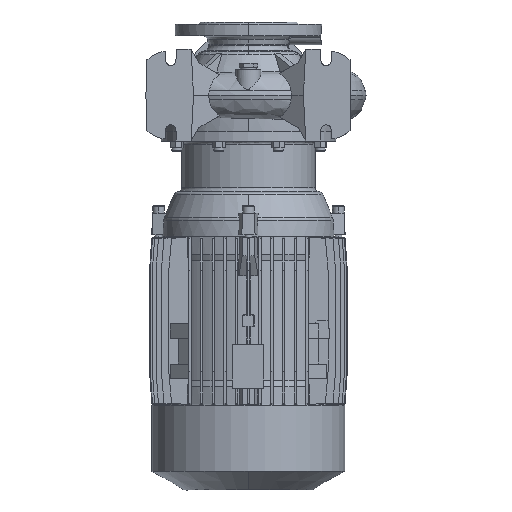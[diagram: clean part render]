
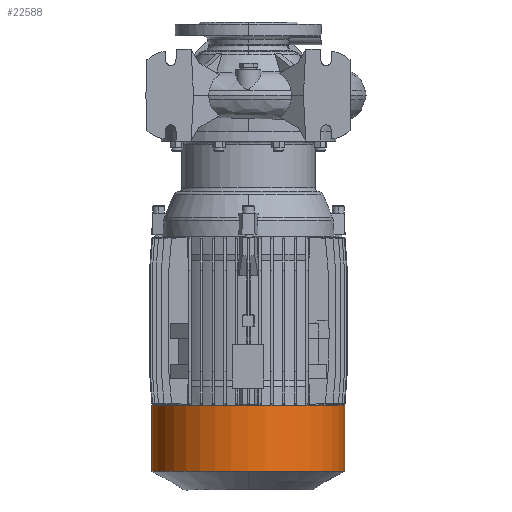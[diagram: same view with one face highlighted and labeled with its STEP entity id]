
A CAD part, front view. The second image highlights one B-rep face of the part: STEP entity #22588.
In plain terms, the highlighted cylindrical face has radius 131.7 mm (diameter 263.4 mm), a partial arc.
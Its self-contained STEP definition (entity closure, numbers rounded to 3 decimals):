
#1173 = ORIENTED_EDGE ( 'NONE', *, *, #42477, .T. ) ;
#2399 = CARTESIAN_POINT ( 'NONE',  ( -132.096, 1.645, -423.004 ) ) ;
#4425 = ORIENTED_EDGE ( 'NONE', *, *, #42308, .T. ) ;
#10736 = ORIENTED_EDGE ( 'NONE', *, *, #101124, .T. ) ;
#11977 = DIRECTION ( 'NONE',  ( 1., 0., 0. ) ) ;
#13768 = LINE ( 'NONE', #99620, #26758 ) ;
#15518 = VERTEX_POINT ( 'NONE', #102779 ) ;
#15614 = VERTEX_POINT ( 'NONE', #78095 ) ;
#21340 = AXIS2_PLACEMENT_3D ( 'NONE', #34185, #79050, #77935 ) ;
#21527 = CYLINDRICAL_SURFACE ( 'NONE', #67741, 131.7 ) ;
#22588 = ADVANCED_FACE ( 'NONE', ( #98385 ), #21527, .T. ) ;
#22753 = DIRECTION ( 'NONE',  ( 0., 0., 1. ) ) ;
#25865 = EDGE_CURVE ( 'NONE', #15518, #46440, #107328, .T. ) ;
#26758 = VECTOR ( 'NONE', #22753, 1000. ) ;
#34185 = CARTESIAN_POINT ( 'NONE',  ( -0.396, 1.645, -513.485 ) ) ;
#34385 = CARTESIAN_POINT ( 'NONE',  ( 131.304, 1.645, -423.004 ) ) ;
#38708 = VERTEX_POINT ( 'NONE', #56646 ) ;
#38800 = CARTESIAN_POINT ( 'NONE',  ( -0.396, 1.645, -423.004 ) ) ;
#40553 = EDGE_CURVE ( 'NONE', #15518, #15614, #45076, .T. ) ;
#42308 = EDGE_CURVE ( 'NONE', #46440, #38708, #104779, .T. ) ;
#42477 = EDGE_CURVE ( 'NONE', #63825, #15614, #59936, .T. ) ;
#43676 = VECTOR ( 'NONE', #62468, 1000. ) ;
#45076 = LINE ( 'NONE', #2399, #43676 ) ;
#46440 = VERTEX_POINT ( 'NONE', #64106 ) ;
#47360 = CARTESIAN_POINT ( 'NONE',  ( -0.396, 1.645, -513.485 ) ) ;
#55769 = DIRECTION ( 'NONE',  ( 0., 0., 1. ) ) ;
#56646 = CARTESIAN_POINT ( 'NONE',  ( 131.304, 1.645, -513.485 ) ) ;
#57892 = DIRECTION ( 'NONE',  ( 1., 0., 0. ) ) ;
#59936 = CIRCLE ( 'NONE', #101183, 131.7 ) ;
#62468 = DIRECTION ( 'NONE',  ( 0., 0., 1. ) ) ;
#62544 = DIRECTION ( 'NONE',  ( 0., 0., 1. ) ) ;
#63825 = VERTEX_POINT ( 'NONE', #34385 ) ;
#64106 = CARTESIAN_POINT ( 'NONE',  ( -0.396, -130.055, -513.485 ) ) ;
#67741 = AXIS2_PLACEMENT_3D ( 'NONE', #79910, #55769, #11977 ) ;
#68897 = AXIS2_PLACEMENT_3D ( 'NONE', #47360, #62544, #87778 ) ;
#77935 = DIRECTION ( 'NONE',  ( 1., 0., 0. ) ) ;
#78095 = CARTESIAN_POINT ( 'NONE',  ( -132.096, 1.645, -423.004 ) ) ;
#79050 = DIRECTION ( 'NONE',  ( 0., 0., 1. ) ) ;
#79910 = CARTESIAN_POINT ( 'NONE',  ( -0.396, 1.645, -423.004 ) ) ;
#87388 = ORIENTED_EDGE ( 'NONE', *, *, #25865, .T. ) ;
#87778 = DIRECTION ( 'NONE',  ( 1., 0., 0. ) ) ;
#95218 = EDGE_LOOP ( 'NONE', ( #108180, #87388, #4425, #10736, #1173 ) ) ;
#98385 = FACE_OUTER_BOUND ( 'NONE', #95218, .T. ) ;
#98836 = DIRECTION ( 'NONE',  ( 0., 0., -1. ) ) ;
#99620 = CARTESIAN_POINT ( 'NONE',  ( 131.304, 1.645, -423.004 ) ) ;
#101124 = EDGE_CURVE ( 'NONE', #38708, #63825, #13768, .T. ) ;
#101183 = AXIS2_PLACEMENT_3D ( 'NONE', #38800, #98836, #57892 ) ;
#102779 = CARTESIAN_POINT ( 'NONE',  ( -132.096, 1.645, -513.485 ) ) ;
#104779 = CIRCLE ( 'NONE', #68897, 131.7 ) ;
#107328 = CIRCLE ( 'NONE', #21340, 131.7 ) ;
#108180 = ORIENTED_EDGE ( 'NONE', *, *, #40553, .F. ) ;
